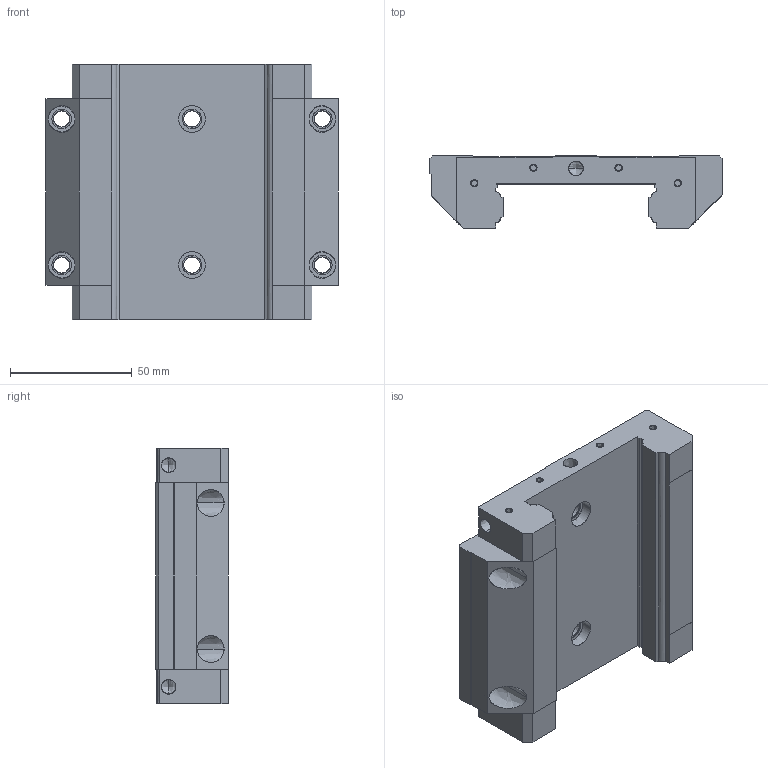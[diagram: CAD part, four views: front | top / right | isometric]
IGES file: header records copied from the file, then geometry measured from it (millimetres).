
Start section: --------------------------------------------------- ROBERT BOSCH GmbH, D-70442 Stuttgart Model-Name:      1671-2XX-2X Drawing-Name:    &dwg_name Format:          DIN &format Alle Rechte bei ROBERT BOSCH GmbH, auch fuer den Fall von Schutzrechtsanmeldungen. Jede Verfuegungs- befugnis, wie Kopier- und Weitergabe, bei uns. THIS DRAWING IS THE EXCLUSIVE PROPERTY OF ROBERT BOSCH GMBH. WITHOUT THEIR CON
Global section: file name: 1671-2xx-2x.igs; native system: Pro/ENGINEER by Parametric Technology Corporation; preprocessor: 2009380; author: dik1sw; organization: Unknown; date: 20110303.141424; units: millimetre
Bounding box: 120 x 29.94 x 105.08 mm (x, y, z)
Surface area: 45276.9 mm2 (no closed solid volume)
Topology: 0 solids, 0 shells, 240 faces, 1684 edges, 1900 vertices
Faces by surface type: bspline 240
